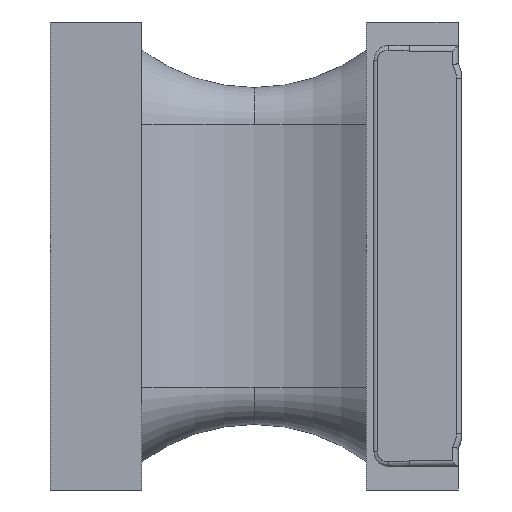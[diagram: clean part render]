
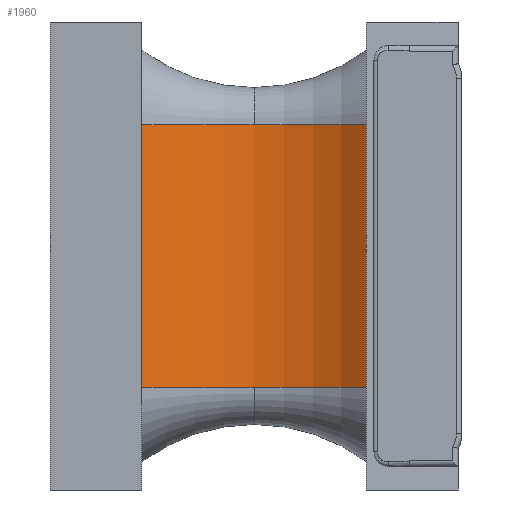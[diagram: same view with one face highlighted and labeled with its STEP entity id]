
A CAD part, left-side view. The second image highlights one B-rep face of the part: STEP entity #1960.
In plain terms, the highlighted cylindrical face has radius 1 mm (diameter 2 mm), a partial arc.
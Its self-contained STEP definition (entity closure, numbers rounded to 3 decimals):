
#210 = EDGE_CURVE ( 'NONE', #3346, #470, #3578, .T. ) ;
#250 = CARTESIAN_POINT ( 'NONE',  ( -1.25, 0.51, 0.7 ) ) ;
#271 = EDGE_CURVE ( 'NONE', #1317, #1224, #4277, .T. ) ;
#282 = CARTESIAN_POINT ( 'NONE',  ( -1.25, 1.71, 0.7 ) ) ;
#433 = ORIENTED_EDGE ( 'NONE', *, *, #4139, .T. ) ;
#447 = DIRECTION ( 'NONE',  ( 1., 0., 0. ) ) ;
#470 = VERTEX_POINT ( 'NONE', #672 ) ;
#477 = CARTESIAN_POINT ( 'NONE',  ( -1.05, 1.11, -0.7 ) ) ;
#507 = AXIS2_PLACEMENT_3D ( 'NONE', #2750, #1507, #4745 ) ;
#528 = VERTEX_POINT ( 'NONE', #250 ) ;
#672 = CARTESIAN_POINT ( 'NONE',  ( -1.25, 1.71, -0.7 ) ) ;
#779 = DIRECTION ( 'NONE',  ( 0., 0., -1. ) ) ;
#831 = ORIENTED_EDGE ( 'NONE', *, *, #210, .T. ) ;
#862 = AXIS2_PLACEMENT_3D ( 'NONE', #3750, #2884, #2478 ) ;
#894 = CARTESIAN_POINT ( 'NONE',  ( -2.05, 1.11, -0.7 ) ) ;
#1146 = DIRECTION ( 'NONE',  ( 0., 0., 1. ) ) ;
#1224 = VERTEX_POINT ( 'NONE', #477 ) ;
#1317 = VERTEX_POINT ( 'NONE', #3033 ) ;
#1507 = DIRECTION ( 'NONE',  ( 0., 0., 1. ) ) ;
#1555 = CARTESIAN_POINT ( 'NONE',  ( -1.25, 0.51, 0.7 ) ) ;
#1631 = DIRECTION ( 'NONE',  ( 0., 0., 1. ) ) ;
#1874 = CYLINDRICAL_SURFACE ( 'NONE', #2806, 1. ) ;
#1897 = DIRECTION ( 'NONE',  ( 0., 0., -1. ) ) ;
#1960 = ADVANCED_FACE ( 'NONE', ( #4494 ), #1874, .F. ) ;
#2127 = LINE ( 'NONE', #1555, #2762 ) ;
#2203 = CARTESIAN_POINT ( 'NONE',  ( -2.05, 1.11, -0.7 ) ) ;
#2223 = CARTESIAN_POINT ( 'NONE',  ( -1.05, 1.11, 0.7 ) ) ;
#2271 = CIRCLE ( 'NONE', #5069, 1. ) ;
#2320 = CARTESIAN_POINT ( 'NONE',  ( -2.05, 1.11, 0.7 ) ) ;
#2478 = DIRECTION ( 'NONE',  ( 1., 0., 0. ) ) ;
#2699 = DIRECTION ( 'NONE',  ( -1., 0., 0. ) ) ;
#2747 = ORIENTED_EDGE ( 'NONE', *, *, #4342, .T. ) ;
#2750 = CARTESIAN_POINT ( 'NONE',  ( -2.05, 1.11, 0.7 ) ) ;
#2762 = VECTOR ( 'NONE', #1146, 1000. ) ;
#2806 = AXIS2_PLACEMENT_3D ( 'NONE', #2320, #1897, #2699 ) ;
#2849 = VERTEX_POINT ( 'NONE', #2223 ) ;
#2864 = EDGE_CURVE ( 'NONE', #1224, #470, #2271, .T. ) ;
#2884 = DIRECTION ( 'NONE',  ( 0., 0., 1. ) ) ;
#3033 = CARTESIAN_POINT ( 'NONE',  ( -1.25, 0.51, -0.7 ) ) ;
#3195 = EDGE_LOOP ( 'NONE', ( #831, #3349, #3528, #4945, #433, #2747 ) ) ;
#3346 = VERTEX_POINT ( 'NONE', #282 ) ;
#3349 = ORIENTED_EDGE ( 'NONE', *, *, #2864, .F. ) ;
#3430 = CIRCLE ( 'NONE', #507, 1. ) ;
#3528 = ORIENTED_EDGE ( 'NONE', *, *, #271, .F. ) ;
#3578 = LINE ( 'NONE', #3923, #3900 ) ;
#3745 = DIRECTION ( 'NONE',  ( 0., 0., 1. ) ) ;
#3750 = CARTESIAN_POINT ( 'NONE',  ( -2.05, 1.11, 0.7 ) ) ;
#3900 = VECTOR ( 'NONE', #779, 1000. ) ;
#3923 = CARTESIAN_POINT ( 'NONE',  ( -1.25, 1.71, 0.7 ) ) ;
#4139 = EDGE_CURVE ( 'NONE', #528, #2849, #3430, .T. ) ;
#4277 = CIRCLE ( 'NONE', #4642, 1. ) ;
#4342 = EDGE_CURVE ( 'NONE', #2849, #3346, #4616, .T. ) ;
#4494 = FACE_OUTER_BOUND ( 'NONE', #3195, .T. ) ;
#4616 = CIRCLE ( 'NONE', #862, 1. ) ;
#4642 = AXIS2_PLACEMENT_3D ( 'NONE', #894, #1631, #447 ) ;
#4745 = DIRECTION ( 'NONE',  ( 1., 0., 0. ) ) ;
#4945 = ORIENTED_EDGE ( 'NONE', *, *, #4975, .T. ) ;
#4975 = EDGE_CURVE ( 'NONE', #1317, #528, #2127, .T. ) ;
#5016 = DIRECTION ( 'NONE',  ( 1., 0., 0. ) ) ;
#5069 = AXIS2_PLACEMENT_3D ( 'NONE', #2203, #3745, #5016 ) ;
